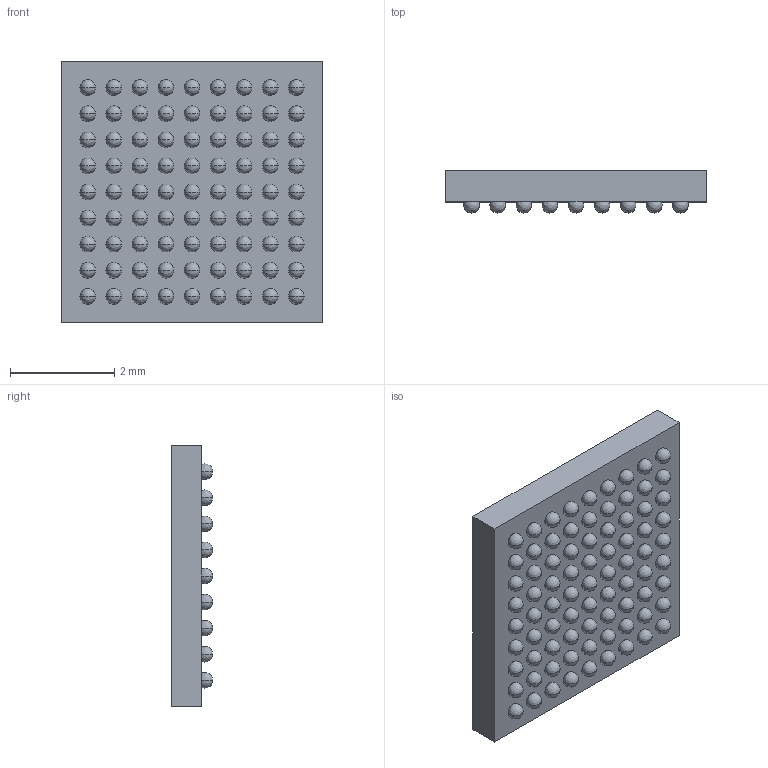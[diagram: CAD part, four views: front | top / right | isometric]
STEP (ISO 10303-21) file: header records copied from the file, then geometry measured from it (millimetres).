
FILE_DESCRIPTION (( 'STEP AP214' ), '1' );
FILE_NAME ('User Library-APOLLO3 BLUE.STEP', '2023-12-05T07:01:35', ( '' ), ( '' ), 'SwSTEP 2.0', 'SolidWorks 2022', '' );
FILE_SCHEMA (( 'AUTOMOTIVE_DESIGN' ));
Length unit declared in the file: millimetre
Products named in the file (3): User Library-APOLLO3 BLUE; Component2; Component1
Assembly tree (82 placements, depth 2):
  User Library-APOLLO3 BLUE
    Component1
    Component2  x81
Bounding box: 5 x 0.8 x 5 mm (x, y, z)
Volume: 15.6 mm3; surface area: 82.7 mm2
Topology: 82 solids, 82 shells, 252 faces, 747 edges, 336 vertices
Faces by surface type: bspline 162, plane 88, cylinder 2
Entity records: 1273 total; most frequent: CARTESIAN_POINT 229, DIRECTION 218, AXIS2_PLACEMENT_3D 102, PRODUCT_DEFINITION_SHAPE 85, CONTEXT_DEPENDENT_SHAPE_REPRESENTATION 82, ITEM_DEFINED_TRANSFORMATION 82, NEXT_ASSEMBLY_USAGE_OCCURRENCE 82, ORIENTED_EDGE 46
